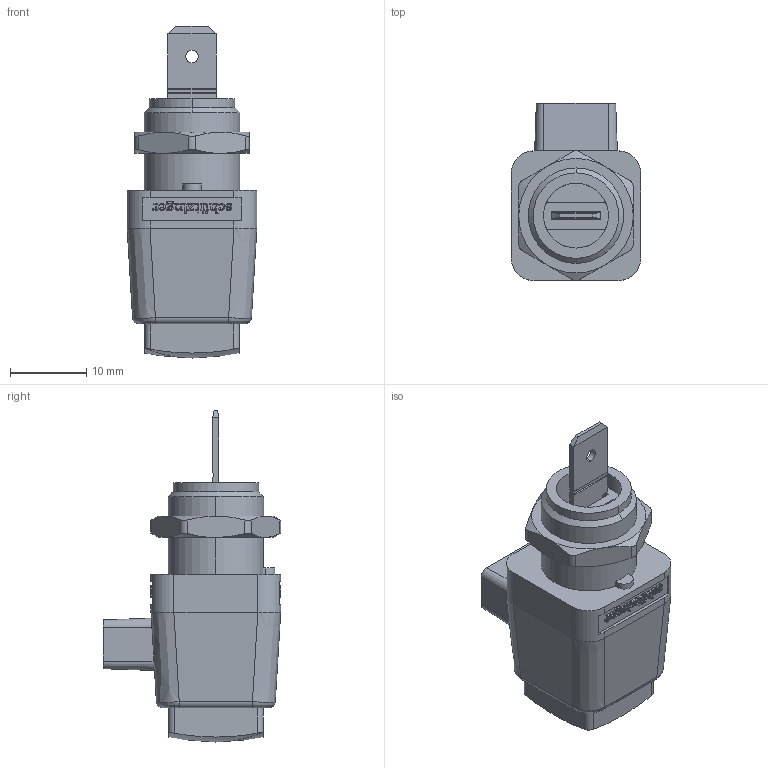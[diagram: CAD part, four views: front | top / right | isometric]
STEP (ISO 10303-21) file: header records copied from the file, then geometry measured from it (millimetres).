
FILE_DESCRIPTION((''),'2;1');
FILE_NAME('1372_ESD798_ASM','2015-03-25T',('tosc'),(''),'PRO/ENGINEER BY PARAMETRIC TECHNOLOGY CORPORATION, 2013230','PRO/ENGINEER BY PARAMETRIC TECHNOLOGY CORPORATION, 2013230','');
FILE_SCHEMA(('CONFIG_CONTROL_DESIGN'));
Products named in the file (1): 1372_ESD798_ASM
Bounding box: 17 x 23.25 x 43.5 mm (x, y, z)
Surface area: 6897.1 mm2 (no closed solid volume)
Topology: 0 solids, 6 shells, 1306 faces, 3653 edges, 2363 vertices
Faces by surface type: extrusion 624, plane 479, cylinder 89, bspline 86, cone 24, torus 2, sphere 2
Entity records: 67204 total; most frequent: CARTESIAN_POINT 25731, ORIENTED_EDGE 7254, DIRECTION 4203, EDGE_CURVE 3627, VECTOR 2529, VERTEX_POINT 2363, B_SPLINE_CURVE_WITH_KNOTS 2106, PRESENTATION_STYLE_ASSIGNMENT 1930
